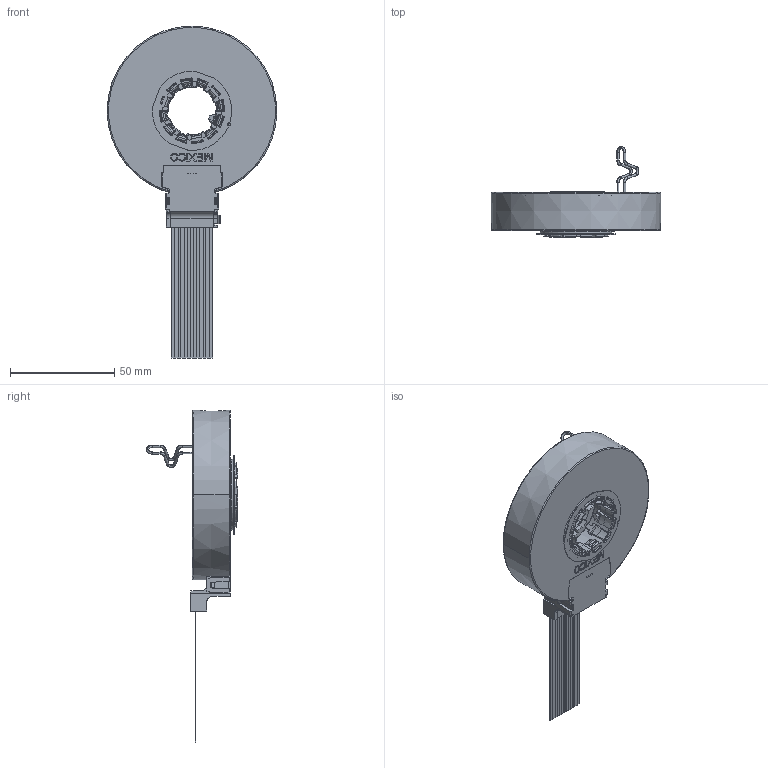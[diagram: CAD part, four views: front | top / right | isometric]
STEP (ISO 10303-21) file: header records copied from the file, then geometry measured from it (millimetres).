
FILE_DESCRIPTION((''),'2;1');
FILE_NAME('SX-4474A_SW0002','2015-05-29T',('bmozley'),(''),'CREO PARAMETRIC BY PTC INC, 2014500','CREO PARAMETRIC BY PTC INC, 2014500','');
FILE_SCHEMA(('CONFIG_CONTROL_DESIGN'));
Length unit declared in the file: inch
Products named in the file (1): SX-4474A_SW0002
Bounding box: 81.59 x 43.88 x 159.58 mm (x, y, z)
Volume: 79548.4 mm3; surface area: 47391.1 mm2
Topology: 3 solids, 5 shells, 2421 faces, 6901 edges, 4442 vertices
Faces by surface type: plane 1248, cylinder 828, torus 179, cone 85, sphere 72, bspline 9
Entity records: 85973 total; most frequent: CARTESIAN_POINT 22684, ORIENTED_EDGE 13802, DIRECTION 12902, EDGE_CURVE 6901, AXIS2_PLACEMENT_3D 4504, VERTEX_POINT 4442, VECTOR 3894, LINE 3894
